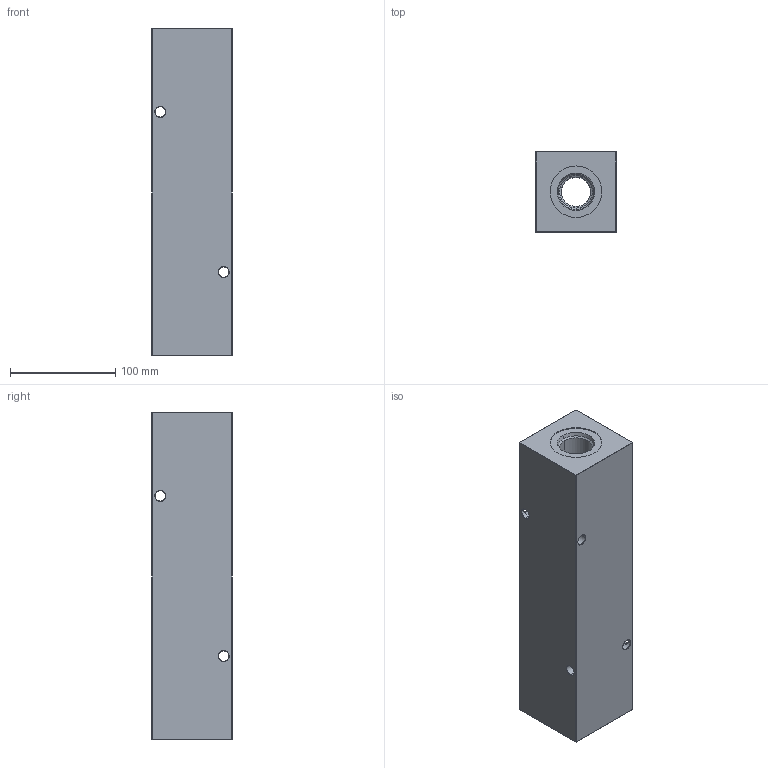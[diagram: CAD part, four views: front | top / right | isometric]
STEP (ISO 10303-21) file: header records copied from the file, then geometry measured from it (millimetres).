
FILE_DESCRIPTION (( 'STEP AP203' ), '1' );
FILE_NAME ('HM-4-0-S-16-10.STEP', '2020-10-27T20:37:24', ( '' ), ( '' ), 'SwSTEP 2.0', 'SolidWorks 2019', '' );
FILE_SCHEMA (( 'CONFIG_CONTROL_DESIGN' ));
Length unit declared in the file: inch
Products named in the file (1): HM-4-0-S-16-10
Bounding box: 76.2 x 76.2 x 311.15 mm (x, y, z)
Volume: 1547867.5 mm3; surface area: 144691.8 mm2
Topology: 1 solids, 1 shells, 535 faces, 1373 edges, 884 vertices
Faces by surface type: plane 247, bspline 186, cone 52, cylinder 50
Entity records: 25508 total; most frequent: CARTESIAN_POINT 13683, ORIENTED_EDGE 2746, DIRECTION 1791, EDGE_CURVE 1373, VERTEX_POINT 884, LINE 847, VECTOR 847, EDGE_LOOP 601
